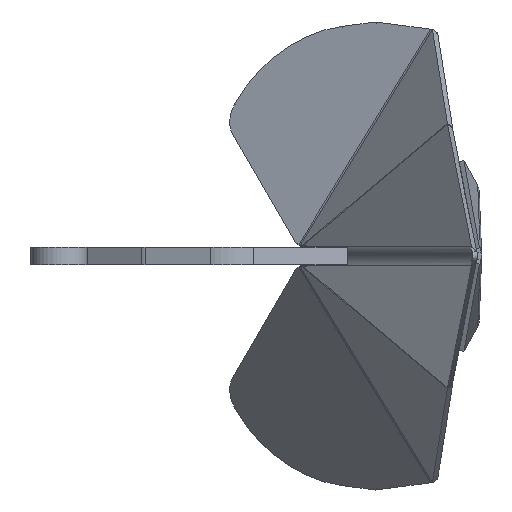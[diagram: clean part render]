
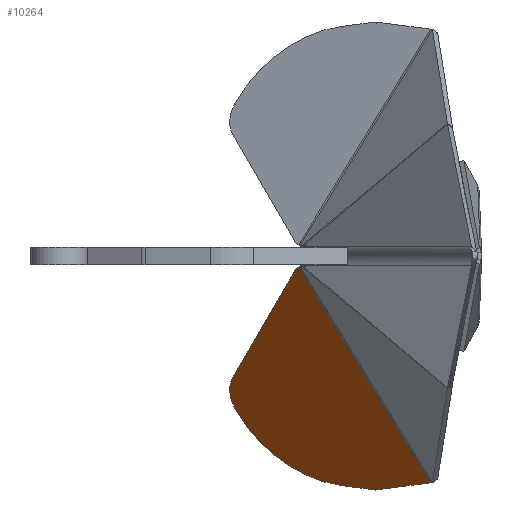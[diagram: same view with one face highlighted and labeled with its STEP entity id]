
A CAD part, left-side view. The second image highlights one B-rep face of the part: STEP entity #10264.
In plain terms, the highlighted face is planar.
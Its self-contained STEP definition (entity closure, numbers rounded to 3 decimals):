
#9253=DIRECTION('',(0.745,-0.324,-0.583));
#9254=VECTOR('',#9253,93.133);
#9255=CARTESIAN_POINT('',(300.544,-3.28,
-6.802));
#9256=LINE('',#9255,#9254);
#9257=DIRECTION('',(0.848,0.138,-0.511));
#9258=VECTOR('',#9257,2.813);
#9259=CARTESIAN_POINT('',(298.158,-3.668,
-5.365));
#9260=LINE('',#9259,#9258);
#9261=DIRECTION('',(-0.83,-0.345,0.437));
#9262=VECTOR('',#9261,38.925);
#9263=CARTESIAN_POINT('',(328.673,-128.009,
-62.595));
#9264=LINE('',#9263,#9262);
#9265=DIRECTION('',(-0.764,-0.553,0.332));
#9266=VECTOR('',#9265,22.361);
#9267=CARTESIAN_POINT('',(345.766,-115.65,
-70.016));
#9268=LINE('',#9267,#9266);
#9269=CARTESIAN_POINT('',(320.42,-60.789,
-37.026));
#9270=DIRECTION('',(-0.529,0.244,-0.813));
#9271=DIRECTION('',(0.848,0.185,-0.497));
#9272=AXIS2_PLACEMENT_3D('',#9269,#9270,#9271);
#9274=CARTESIAN_POINT('',(361.842,-51.733,
-61.287));
#9275=DIRECTION('',(-0.529,0.244,-0.813));
#9276=DIRECTION('',(0.406,0.914,0.01));
#9277=AXIS2_PLACEMENT_3D('',#9274,#9275,#9276);
#9279=DIRECTION('',(-0.013,-0.96,-0.28));
#9280=VECTOR('',#9279,143.544);
#9281=CARTESIAN_POINT('',(298.158,-3.668,
-5.365));
#9282=LINE('',#9281,#9280);
#9465=CARTESIAN_POINT('',(369.952,-33.452,
-61.078));
#9466=CARTESIAN_POINT('',(378.801,-48.025,
-71.22));
#9467=VERTEX_POINT('',#9465);
#9468=VERTEX_POINT('',#9466);
#9469=CARTESIAN_POINT('',(345.766,-115.65,
-70.016));
#9470=VERTEX_POINT('',#9469);
#9471=CARTESIAN_POINT('',(328.673,-128.009,
-62.595));
#9472=VERTEX_POINT('',#9471);
#9477=CARTESIAN_POINT('',(296.349,-141.453,
-45.578));
#9479=VERTEX_POINT('',#9477);
#9530=CARTESIAN_POINT('',(300.544,-3.28,
-6.802));
#9531=VERTEX_POINT('',#9530);
#9534=CARTESIAN_POINT('',(298.158,-3.668,
-5.365));
#9535=VERTEX_POINT('',#9534);
#10245=CARTESIAN_POINT('',(44.545,-40.147,
148.878));
#10246=DIRECTION('',(-0.529,0.244,-0.813));
#10247=DIRECTION('',(0.848,0.138,-0.511));
#10248=AXIS2_PLACEMENT_3D('',#10245,#10246,#10247);
#10249=PLANE('',#10248);
#10250=ORIENTED_EDGE('',*,*,#10224,.F.);
#10251=ORIENTED_EDGE('',*,*,#10239,.F.);
#10253=ORIENTED_EDGE('',*,*,#10252,.T.);
#10255=ORIENTED_EDGE('',*,*,#10254,.F.);
#10257=ORIENTED_EDGE('',*,*,#10256,.F.);
#10259=ORIENTED_EDGE('',*,*,#10258,.F.);
#10261=ORIENTED_EDGE('',*,*,#10260,.F.);
#10262=EDGE_LOOP('',(#10250,#10251,#10253,#10255,#10257,#10259,#10261));
#10263=FACE_OUTER_BOUND('',#10262,.F.);
#9273=CIRCLE('',#9272,68.851);
#9278=CIRCLE('',#9277,20.);
#10224=EDGE_CURVE('',#9531,#9467,#9256,.T.);
#10239=EDGE_CURVE('',#9535,#9531,#9260,.T.);
#10252=EDGE_CURVE('',#9535,#9479,#9282,.T.);
#10254=EDGE_CURVE('',#9472,#9479,#9264,.T.);
#10256=EDGE_CURVE('',#9470,#9472,#9268,.T.);
#10258=EDGE_CURVE('',#9468,#9470,#9273,.T.);
#10260=EDGE_CURVE('',#9467,#9468,#9278,.T.);
#10264=ADVANCED_FACE('',(#10263),#10249,.T.);
